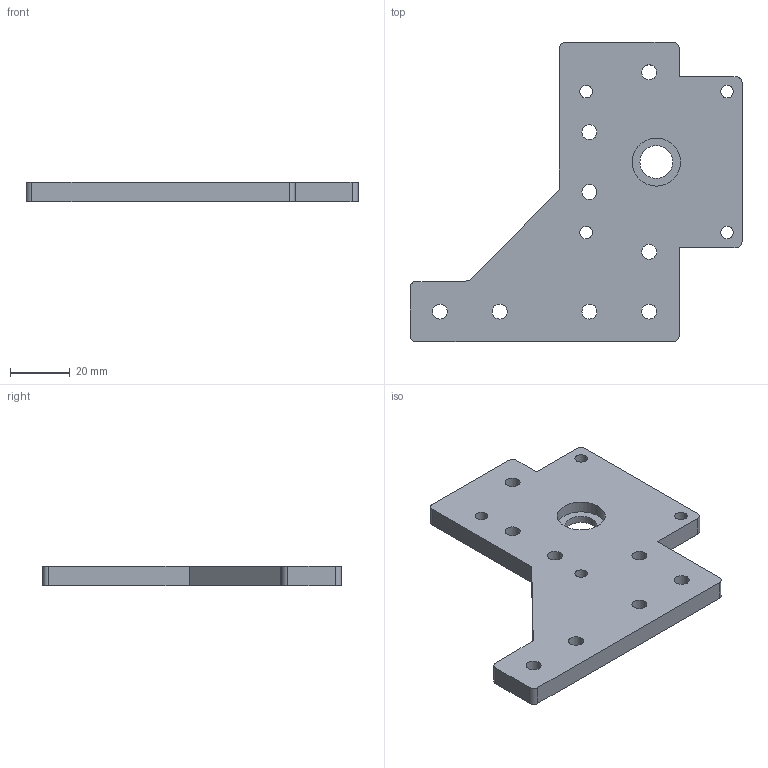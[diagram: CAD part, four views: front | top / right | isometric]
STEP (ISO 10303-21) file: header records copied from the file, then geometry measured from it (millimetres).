
FILE_DESCRIPTION(/* description */ (''),/* implementation_level */ '2;1');
FILE_NAME(/* name */ 'cb_mpr.step.step',/* time_stamp */ '2016-08-05T17:31:11-04:00',/* author */ (''),/* organization */ (''),/* preprocessor_version */ 'ST-DEVELOPER v16.5',/* originating_system */ 'Autodesk Translation Framework v5.1.0.3141',/* authorisation */ '');
FILE_SCHEMA (('AUTOMOTIVE_DESIGN { 1 0 10303 214 3 1 1 }'));
Length unit declared in the file: centimetre
Products named in the file (1): cb_mpr v10
Bounding box: 111.04 x 100 x 6.5 mm (x, y, z)
Volume: 40892.8 mm3; surface area: 16755.3 mm2
Topology: 1 solids, 1 shells, 35 faces, 96 edges, 64 vertices
Faces by surface type: cylinder 21, plane 14
Full cylindrical faces by diameter (mm): 4.2 x4, 5.02 x8, 11 x1, 16.1 x1
Entity records: 1145 total; most frequent: DIRECTION 196, CARTESIAN_POINT 182, ORIENTED_EDGE 164, EDGE_CURVE 82, AXIS2_PLACEMENT_3D 78, EDGE_LOOP 76, VERTEX_POINT 64, CIRCLE 42
